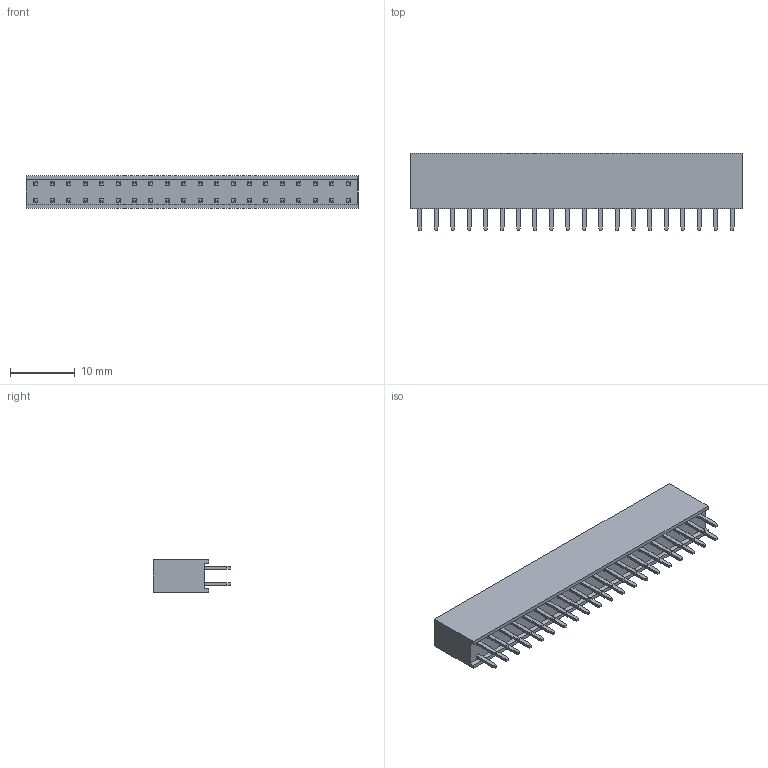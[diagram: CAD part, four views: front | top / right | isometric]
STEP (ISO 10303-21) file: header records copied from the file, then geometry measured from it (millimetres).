
FILE_DESCRIPTION (( 'STEP AP214' ), '1' );
FILE_NAME ('PPPC202LFBN-RC.STEP', '2022-08-11T04:35:16', ( '' ), ( '' ), 'SwSTEP 2.0', 'SolidWorks 2020', '' );
FILE_SCHEMA (( 'AUTOMOTIVE_DESIGN' ));
Length unit declared in the file: inch
Products named in the file (3): 2 row tin body_20; 2 row tin pins; PPPC202LFBN-RC
Assembly tree (21 placements, depth 2):
  PPPC202LFBN-RC
    2 row tin body_20
    2 row tin pins  x20
Bounding box: 51.31 x 11.91 x 5.08 mm (x, y, z)
Volume: 2045.6 mm3; surface area: 3184.7 mm2
Topology: 81 solids, 81 shells, 1130 faces, 2744 edges, 1776 vertices
Faces by surface type: plane 930, cylinder 200
Entity records: 11033 total; most frequent: CARTESIAN_POINT 1874, ORIENTED_EDGE 1840, DIRECTION 1728, EDGE_CURVE 920, LINE 900, VECTOR 900, VERTEX_POINT 560, EDGE_LOOP 450
